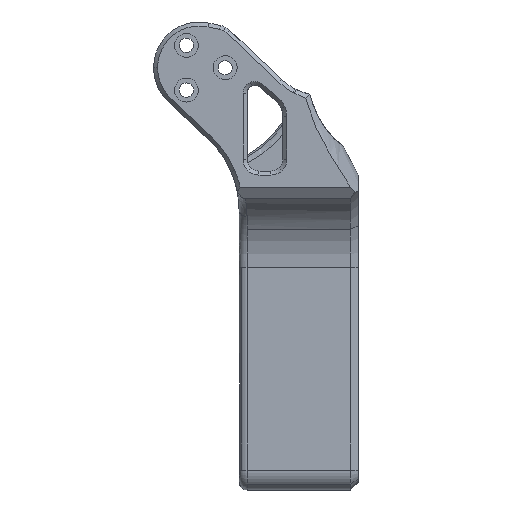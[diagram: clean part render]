
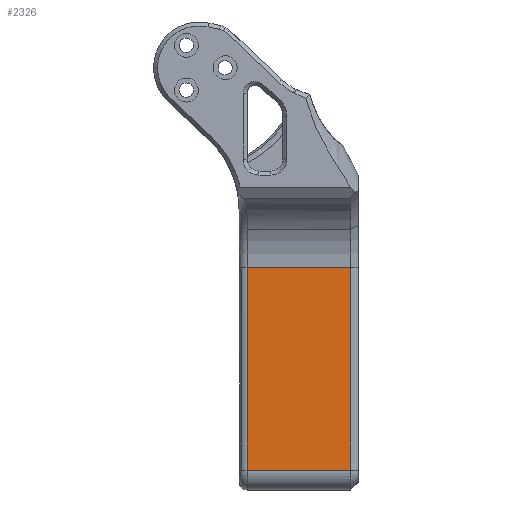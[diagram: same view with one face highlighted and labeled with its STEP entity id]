
A CAD part, left-side view. The second image highlights one B-rep face of the part: STEP entity #2326.
In plain terms, the highlighted planar face has unit normal (-1, 0, 0).
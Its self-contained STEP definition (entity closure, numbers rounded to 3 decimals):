
#98 = VERTEX_POINT ( 'NONE', #12019 ) ;
#160 = EDGE_CURVE ( 'NONE', #8364, #98, #10614, .T. ) ;
#551 = FACE_OUTER_BOUND ( 'NONE', #7930, .T. ) ;
#987 = DIRECTION ( 'NONE',  ( 0., 0., 1. ) ) ;
#1235 = CARTESIAN_POINT ( 'NONE',  ( -11.35, -58.249, 202.274 ) ) ;
#1681 = VECTOR ( 'NONE', #987, 1000. ) ;
#1713 = EDGE_CURVE ( 'NONE', #98, #4717, #2718, .T. ) ;
#1772 = ORIENTED_EDGE ( 'NONE', *, *, #160, .F. ) ;
#2326 = ADVANCED_FACE ( 'NONE', ( #551 ), #9984, .F. ) ;
#2488 = EDGE_CURVE ( 'NONE', #4717, #9042, #3216, .T. ) ;
#2718 = LINE ( 'NONE', #6574, #1681 ) ;
#3020 = EDGE_CURVE ( 'NONE', #9042, #8364, #9187, .T. ) ;
#3216 = LINE ( 'NONE', #9832, #4050 ) ;
#3361 = DIRECTION ( 'NONE',  ( 1., 0., 0. ) ) ;
#3487 = DIRECTION ( 'NONE',  ( 0., 0., -1. ) ) ;
#4050 = VECTOR ( 'NONE', #7807, 1000. ) ;
#4298 = CARTESIAN_POINT ( 'NONE',  ( -11.35, -85.049, 264.274 ) ) ;
#4582 = ORIENTED_EDGE ( 'NONE', *, *, #1713, .F. ) ;
#4717 = VERTEX_POINT ( 'NONE', #5856 ) ;
#5799 = DIRECTION ( 'NONE',  ( 0., 1., 0. ) ) ;
#5856 = CARTESIAN_POINT ( 'NONE',  ( -11.35, -42.049, 253.305 ) ) ;
#5911 = VECTOR ( 'NONE', #5799, 1000. ) ;
#6394 = ORIENTED_EDGE ( 'NONE', *, *, #2488, .F. ) ;
#6564 = ORIENTED_EDGE ( 'NONE', *, *, #3020, .F. ) ;
#6574 = CARTESIAN_POINT ( 'NONE',  ( -11.35, -42.049, 268.874 ) ) ;
#7807 = DIRECTION ( 'NONE',  ( 0., -1., 0. ) ) ;
#7930 = EDGE_LOOP ( 'NONE', ( #4582, #1772, #6564, #6394 ) ) ;
#8364 = VERTEX_POINT ( 'NONE', #8861 ) ;
#8392 = CARTESIAN_POINT ( 'NONE',  ( -11.35, -68.049, 253.305 ) ) ;
#8861 = CARTESIAN_POINT ( 'NONE',  ( -11.35, -68.049, 202.274 ) ) ;
#8961 = CARTESIAN_POINT ( 'NONE',  ( -11.35, -68.049, 266.574 ) ) ;
#9042 = VERTEX_POINT ( 'NONE', #8392 ) ;
#9187 = LINE ( 'NONE', #8961, #11081 ) ;
#9832 = CARTESIAN_POINT ( 'NONE',  ( -11.35, -85.049, 253.305 ) ) ;
#9984 = PLANE ( 'NONE',  #12045 ) ;
#10001 = DIRECTION ( 'NONE',  ( 0., 0., -1. ) ) ;
#10614 = LINE ( 'NONE', #1235, #5911 ) ;
#11081 = VECTOR ( 'NONE', #10001, 1000. ) ;
#12019 = CARTESIAN_POINT ( 'NONE',  ( -11.35, -42.049, 202.274 ) ) ;
#12045 = AXIS2_PLACEMENT_3D ( 'NONE', #4298, #3361, #3487 ) ;
